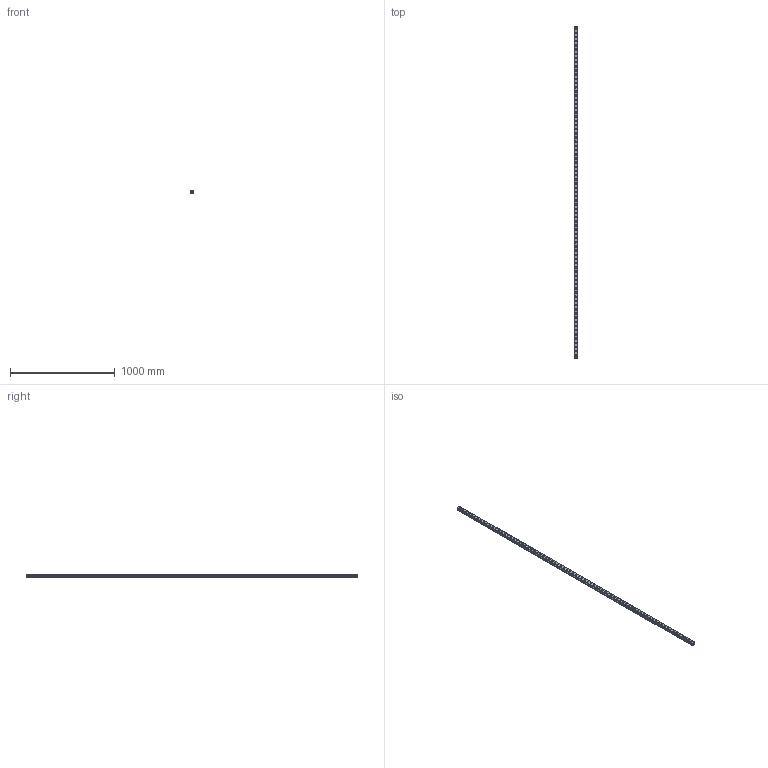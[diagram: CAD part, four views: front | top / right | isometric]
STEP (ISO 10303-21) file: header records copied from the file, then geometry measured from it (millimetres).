
FILE_DESCRIPTION(('STEP AP214'),'1');
FILE_NAME('cctmp_6E55DAF3-9129-4220-BAAD-4A9CC68724D2_2021_03_12_17_17_25_0358..stp','2021-03-12T16:17:25',('HIWIN GmbH'),('CADClick - www.CADClick.com'),'Spatial InterOp 3D',' ','unknown authorization');
FILE_SCHEMA(('AUTOMOTIVE_DESIGN'));
Length unit declared in the file: millimetre
Products named in the file (1): RGR35R3170H_FILE
Bounding box: 34 x 3170 x 30.2 mm (x, y, z)
Volume: 2491391 mm3; surface area: 527844.9 mm2
Topology: 1 solids, 1 shells, 1059 faces, 2685 edges, 1790 vertices
Faces by surface type: plane 571, cylinder 488
Entity records: 41283 total; most frequent: DIRECTION 6413, CARTESIAN_POINT 5535, ORIENTED_EDGE 5370, EDGE_CURVE 2685, AXIS2_PLACEMENT_3D 2668, VERTEX_POINT 1790, CIRCLE 1292, EDGE_LOOP 1221
